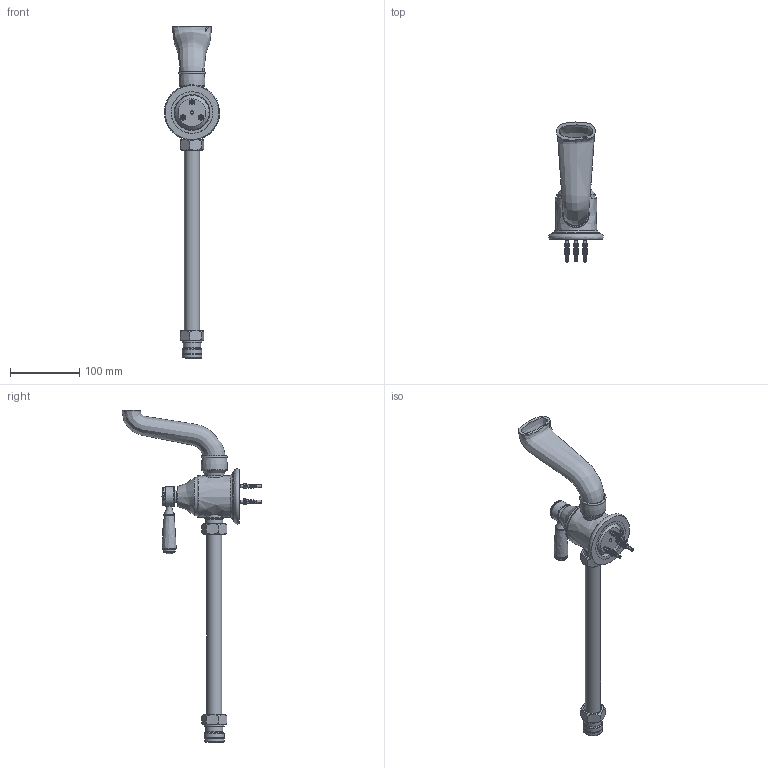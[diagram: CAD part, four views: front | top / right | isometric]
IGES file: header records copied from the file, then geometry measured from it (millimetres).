
Global section: file name: V228-TC; native system: Autodesk Inventor 2018; preprocessor: unknown; author: aduggalther; date: 20180814.123856; units: millimetre
Bounding box: 79.96 x 202.23 x 480.1 mm (x, y, z)
Volume: 362469.4 mm3; surface area: 197139.4 mm2
Topology: 43 solids, 43 shells, 1699 faces, 4881 edges, 3282 vertices
Faces by surface type: bspline 1699
